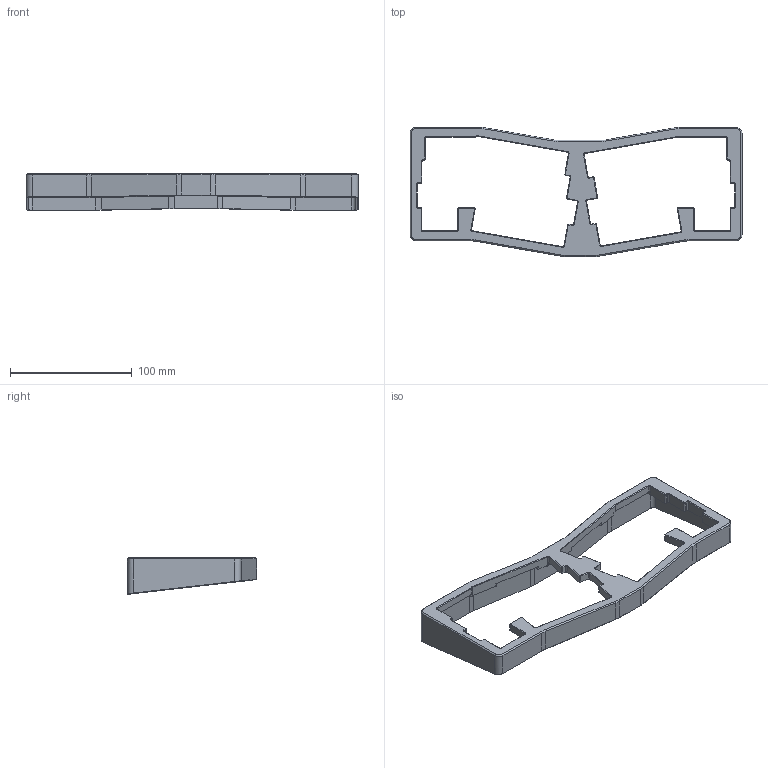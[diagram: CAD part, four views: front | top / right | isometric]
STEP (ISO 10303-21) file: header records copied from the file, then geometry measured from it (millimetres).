
FILE_DESCRIPTION(/* description */ (''),/* implementation_level */ '2;1');
FILE_NAME(/* name */ 'Eliza_top.step',/* time_stamp */ '2022-06-01T09:16:52+02:00',/* author */ (''),/* organization */ (''),/* preprocessor_version */ 'ST-DEVELOPER v19',/* originating_system */ 'Autodesk Translation Framework v11.7.0.108',/* authorisation */ '');
FILE_SCHEMA (('AUTOMOTIVE_DESIGN { 1 0 10303 214 3 1 1 }'));
Length unit declared in the file: millimetre
Products named in the file (1): top
Bounding box: 273.03 x 106.26 x 30.05 mm (x, y, z)
Volume: 82912.3 mm3; surface area: 51737.7 mm2
Topology: 1 solids, 1 shells, 376 faces, 973 edges, 600 vertices
Faces by surface type: plane 171, cylinder 115, cone 70, bspline 20
Full cylindrical faces by diameter (mm): 3.2 x12
Entity records: 11619 total; most frequent: CARTESIAN_POINT 2400, ORIENTED_EDGE 1922, DIRECTION 1913, EDGE_CURVE 961, LINE 639, VECTOR 639, AXIS2_PLACEMENT_3D 637, VERTEX_POINT 600
